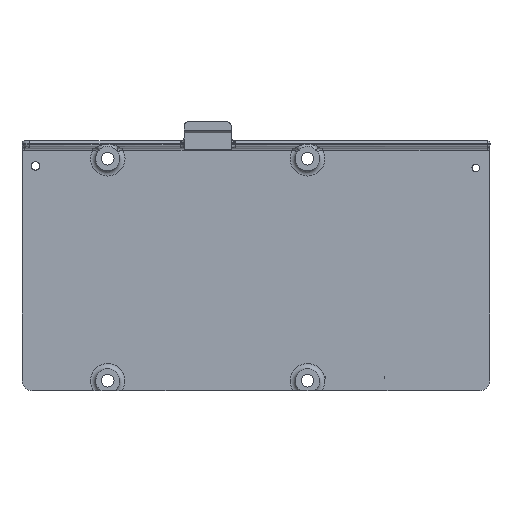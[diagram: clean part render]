
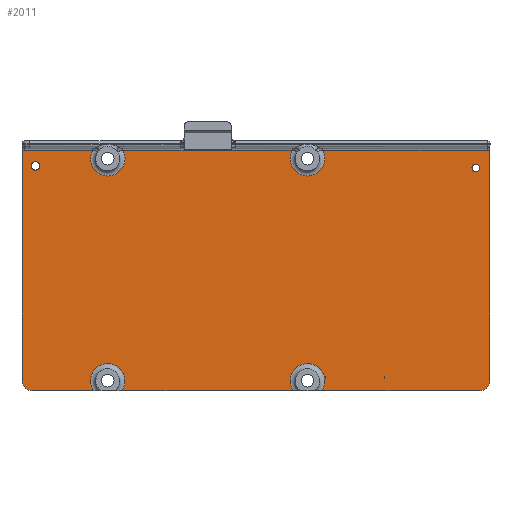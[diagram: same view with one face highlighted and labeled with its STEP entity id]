
A CAD part, top view. The second image highlights one B-rep face of the part: STEP entity #2011.
In plain terms, the highlighted planar face has unit normal (0, 0, 1).
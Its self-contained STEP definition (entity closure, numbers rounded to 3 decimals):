
#21=FACE_BOUND('',#339,.T.);
#22=FACE_BOUND('',#340,.T.);
#23=FACE_BOUND('',#341,.T.);
#24=FACE_BOUND('',#342,.T.);
#42=PLANE('',#2197);
#208=FACE_OUTER_BOUND('',#338,.T.);
#338=EDGE_LOOP('',(#1556,#1557,#1558,#1559,#1560,#1561,#1562,#1563,#1564,
#1565,#1566,#1567,#1568,#1569,#1570,#1571));
#339=EDGE_LOOP('',(#1572));
#340=EDGE_LOOP('',(#1573,#1574));
#341=EDGE_LOOP('',(#1575));
#342=EDGE_LOOP('',(#1576,#1577));
#440=LINE('',#3374,#557);
#447=LINE('',#3668,#564);
#460=LINE('',#3869,#577);
#472=LINE('',#4148,#589);
#478=LINE('',#4174,#595);
#479=LINE('',#4178,#596);
#480=LINE('',#4182,#597);
#481=LINE('',#4186,#598);
#482=LINE('',#4194,#599);
#483=LINE('',#4199,#600);
#557=VECTOR('',#2474,10.);
#564=VECTOR('',#2501,10.);
#577=VECTOR('',#2544,10.);
#589=VECTOR('',#2598,10.);
#595=VECTOR('',#2624,10.);
#596=VECTOR('',#2627,10.);
#597=VECTOR('',#2630,10.);
#598=VECTOR('',#2633,10.);
#599=VECTOR('',#2642,10.);
#600=VECTOR('',#2645,10.);
#692=CIRCLE('',#2140,2.);
#709=CIRCLE('',#2169,2.);
#713=CIRCLE('',#2176,6.6);
#723=CIRCLE('',#2198,4.);
#724=CIRCLE('',#2199,6.6);
#725=CIRCLE('',#2200,6.6);
#726=CIRCLE('',#2201,4.);
#727=CIRCLE('',#2202,6.6);
#728=CIRCLE('',#2203,1.619);
#729=CIRCLE('',#2204,1.45);
#730=CIRCLE('',#2205,1.45);
#731=CIRCLE('',#2206,1.45);
#845=VERTEX_POINT('',#3359);
#848=VERTEX_POINT('',#3364);
#849=VERTEX_POINT('',#3373);
#863=VERTEX_POINT('',#3644);
#865=VERTEX_POINT('',#3664);
#882=VERTEX_POINT('',#3847);
#884=VERTEX_POINT('',#3865);
#886=VERTEX_POINT('',#3871);
#901=VERTEX_POINT('',#4147);
#906=VERTEX_POINT('',#4173);
#907=VERTEX_POINT('',#4175);
#908=VERTEX_POINT('',#4177);
#909=VERTEX_POINT('',#4179);
#910=VERTEX_POINT('',#4181);
#911=VERTEX_POINT('',#4183);
#912=VERTEX_POINT('',#4185);
#913=VERTEX_POINT('',#4189);
#914=VERTEX_POINT('',#4191);
#915=VERTEX_POINT('',#4192);
#916=VERTEX_POINT('',#4195);
#917=VERTEX_POINT('',#4197);
#918=VERTEX_POINT('',#4198);
#1055=EDGE_CURVE('',#848,#845,#692,.T.);
#1056=EDGE_CURVE('',#845,#849,#440,.T.);
#1080=EDGE_CURVE('',#863,#865,#447,.T.);
#1107=EDGE_CURVE('',#882,#884,#460,.T.);
#1110=EDGE_CURVE('',#884,#886,#709,.T.);
#1122=EDGE_CURVE('',#865,#882,#713,.T.);
#1137=EDGE_CURVE('',#886,#901,#472,.T.);
#1148=EDGE_CURVE('',#848,#906,#478,.T.);
#1149=EDGE_CURVE('',#906,#907,#723,.T.);
#1150=EDGE_CURVE('',#907,#908,#479,.T.);
#1151=EDGE_CURVE('',#909,#908,#724,.T.);
#1152=EDGE_CURVE('',#909,#910,#480,.T.);
#1153=EDGE_CURVE('',#911,#910,#725,.T.);
#1154=EDGE_CURVE('',#911,#912,#481,.T.);
#1155=EDGE_CURVE('',#912,#901,#726,.T.);
#1156=EDGE_CURVE('',#849,#863,#727,.T.);
#1157=EDGE_CURVE('',#913,#913,#728,.T.);
#1158=EDGE_CURVE('',#914,#915,#729,.T.);
#1159=EDGE_CURVE('',#915,#914,#482,.T.);
#1160=EDGE_CURVE('',#916,#916,#730,.T.);
#1161=EDGE_CURVE('',#917,#918,#483,.T.);
#1162=EDGE_CURVE('',#918,#917,#731,.T.);
#1556=ORIENTED_EDGE('',*,*,#1055,.F.);
#1557=ORIENTED_EDGE('',*,*,#1148,.T.);
#1558=ORIENTED_EDGE('',*,*,#1149,.T.);
#1559=ORIENTED_EDGE('',*,*,#1150,.T.);
#1560=ORIENTED_EDGE('',*,*,#1151,.F.);
#1561=ORIENTED_EDGE('',*,*,#1152,.T.);
#1562=ORIENTED_EDGE('',*,*,#1153,.F.);
#1563=ORIENTED_EDGE('',*,*,#1154,.T.);
#1564=ORIENTED_EDGE('',*,*,#1155,.T.);
#1565=ORIENTED_EDGE('',*,*,#1137,.F.);
#1566=ORIENTED_EDGE('',*,*,#1110,.F.);
#1567=ORIENTED_EDGE('',*,*,#1107,.F.);
#1568=ORIENTED_EDGE('',*,*,#1122,.F.);
#1569=ORIENTED_EDGE('',*,*,#1080,.F.);
#1570=ORIENTED_EDGE('',*,*,#1156,.F.);
#1571=ORIENTED_EDGE('',*,*,#1056,.F.);
#1572=ORIENTED_EDGE('',*,*,#1157,.T.);
#1573=ORIENTED_EDGE('',*,*,#1158,.T.);
#1574=ORIENTED_EDGE('',*,*,#1159,.T.);
#1575=ORIENTED_EDGE('',*,*,#1160,.T.);
#1576=ORIENTED_EDGE('',*,*,#1161,.T.);
#1577=ORIENTED_EDGE('',*,*,#1162,.T.);
#2011=ADVANCED_FACE('',(#208,#21,#22,#23,#24),#42,.T.);
#2140=AXIS2_PLACEMENT_3D('',#3371,#2470,#2471);
#2169=AXIS2_PLACEMENT_3D('',#3880,#2549,#2550);
#2176=AXIS2_PLACEMENT_3D('',#4119,#2565,#2566);
#2197=AXIS2_PLACEMENT_3D('',#4172,#2622,#2623);
#2198=AXIS2_PLACEMENT_3D('',#4176,#2625,#2626);
#2199=AXIS2_PLACEMENT_3D('',#4180,#2628,#2629);
#2200=AXIS2_PLACEMENT_3D('',#4184,#2631,#2632);
#2201=AXIS2_PLACEMENT_3D('',#4187,#2634,#2635);
#2202=AXIS2_PLACEMENT_3D('',#4188,#2636,#2637);
#2203=AXIS2_PLACEMENT_3D('',#4190,#2638,#2639);
#2204=AXIS2_PLACEMENT_3D('',#4193,#2640,#2641);
#2205=AXIS2_PLACEMENT_3D('',#4196,#2643,#2644);
#2206=AXIS2_PLACEMENT_3D('',#4200,#2646,#2647);
#2470=DIRECTION('center_axis',(0.,0.,
1.));
#2471=DIRECTION('ref_axis',(-0.707,-0.707,0.));
#2474=DIRECTION('',(1.,0.,0.));
#2501=DIRECTION('',(1.,0.,0.));
#2544=DIRECTION('',(1.,0.,0.));
#2549=DIRECTION('center_axis',(0.,0.,
1.));
#2550=DIRECTION('ref_axis',(0.707,-0.707,0.));
#2565=DIRECTION('center_axis',(0.,0.,
1.));
#2566=DIRECTION('ref_axis',(0.,-1.,0.));
#2598=DIRECTION('',(0.,-1.,0.));
#2622=DIRECTION('center_axis',(0.,0.,
1.));
#2623=DIRECTION('ref_axis',(0.,1.,0.));
#2624=DIRECTION('',(0.,-1.,0.));
#2625=DIRECTION('center_axis',(0.,0.,
1.));
#2626=DIRECTION('ref_axis',(-0.707,-0.707,0.));
#2627=DIRECTION('',(1.,0.,0.));
#2628=DIRECTION('center_axis',(0.,0.,
1.));
#2629=DIRECTION('ref_axis',(0.,1.,0.));
#2630=DIRECTION('',(1.,0.,0.));
#2631=DIRECTION('center_axis',(0.,0.,
1.));
#2632=DIRECTION('ref_axis',(0.,1.,0.));
#2633=DIRECTION('',(1.,0.,0.));
#2634=DIRECTION('center_axis',(0.,0.,
1.));
#2635=DIRECTION('ref_axis',(0.707,-0.707,0.));
#2636=DIRECTION('center_axis',(0.,0.,
1.));
#2637=DIRECTION('ref_axis',(0.,-1.,0.));
#2638=DIRECTION('center_axis',(0.,0.,
-1.));
#2639=DIRECTION('ref_axis',(-1.,0.,0.));
#2640=DIRECTION('center_axis',(0.,0.,
-1.));
#2641=DIRECTION('ref_axis',(-1.,0.,0.));
#2642=DIRECTION('',(0.,1.,0.));
#2643=DIRECTION('center_axis',(0.,0.,
-1.));
#2644=DIRECTION('ref_axis',(-1.,0.,0.));
#2645=DIRECTION('',(0.,-1.,0.));
#2646=DIRECTION('center_axis',(0.,0.,
-1.));
#2647=DIRECTION('ref_axis',(-1.,0.,0.));
#3359=CARTESIAN_POINT('',(-114.256,-37.272,17.066));
#3364=CARTESIAN_POINT('',(-115.256,-37.004,17.066));
#3371=CARTESIAN_POINT('Origin',(-114.256,-35.272,17.066));
#3373=CARTESIAN_POINT('',(-88.172,-37.272,17.066));
#3374=CARTESIAN_POINT('',(-60.756,-37.272,17.066));
#3644=CARTESIAN_POINT('',(-76.74,-37.272,17.066));
#3664=CARTESIAN_POINT('',(-11.772,-37.272,17.066));
#3668=CARTESIAN_POINT('',(-60.756,-37.272,17.066));
#3847=CARTESIAN_POINT('',(-0.34,-37.272,17.066));
#3865=CARTESIAN_POINT('',(62.744,-37.272,17.066));
#3869=CARTESIAN_POINT('',(-60.756,-37.272,17.066));
#3871=CARTESIAN_POINT('',(63.744,-37.004,17.066));
#3880=CARTESIAN_POINT('Origin',(62.744,-35.272,17.066));
#4119=CARTESIAN_POINT('Origin',(-6.056,-40.572,17.066));
#4147=CARTESIAN_POINT('',(63.744,-125.272,17.066));
#4148=CARTESIAN_POINT('',(63.744,-36.272,17.066));
#4172=CARTESIAN_POINT('Origin',(-55.756,-82.772,17.066));
#4173=CARTESIAN_POINT('',(-115.256,-125.272,17.066));
#4174=CARTESIAN_POINT('',(-115.256,-59.522,17.066));
#4175=CARTESIAN_POINT('',(-111.256,-129.272,17.066));
#4176=CARTESIAN_POINT('Origin',(-111.256,-125.272,17.066));
#4177=CARTESIAN_POINT('',(-87.852,-129.272,17.066));
#4178=CARTESIAN_POINT('',(-50.756,-129.272,17.066));
#4179=CARTESIAN_POINT('',(-77.06,-129.272,17.066));
#4180=CARTESIAN_POINT('Origin',(-82.456,-125.472,17.066));
#4181=CARTESIAN_POINT('',(-11.452,-129.272,17.066));
#4182=CARTESIAN_POINT('',(-70.756,-129.272,17.066));
#4183=CARTESIAN_POINT('',(-0.66,-129.272,17.066));
#4184=CARTESIAN_POINT('Origin',(-6.056,-125.472,17.066));
#4185=CARTESIAN_POINT('',(59.744,-129.272,17.066));
#4186=CARTESIAN_POINT('',(-70.756,-129.272,17.066));
#4187=CARTESIAN_POINT('Origin',(59.744,-125.272,17.066));
#4188=CARTESIAN_POINT('Origin',(-82.456,-40.572,17.066));
#4189=CARTESIAN_POINT('',(-108.461,-43.317,17.066));
#4190=CARTESIAN_POINT('Origin',(-110.08,-43.317,17.066));
#4191=CARTESIAN_POINT('',(23.484,-123.701,17.066));
#4192=CARTESIAN_POINT('',(23.484,-124.59,17.066));
#4193=CARTESIAN_POINT('Origin',(22.104,-124.145,17.066));
#4194=CARTESIAN_POINT('',(23.484,-124.59,17.066));
#4195=CARTESIAN_POINT('',(59.747,-44.098,17.066));
#4196=CARTESIAN_POINT('Origin',(58.297,-44.098,17.066));
#4197=CARTESIAN_POINT('',(0.724,-123.701,17.066));
#4198=CARTESIAN_POINT('',(0.724,-124.59,17.066));
#4199=CARTESIAN_POINT('',(0.724,-124.59,17.066));
#4200=CARTESIAN_POINT('Origin',(2.104,-124.145,17.066));
